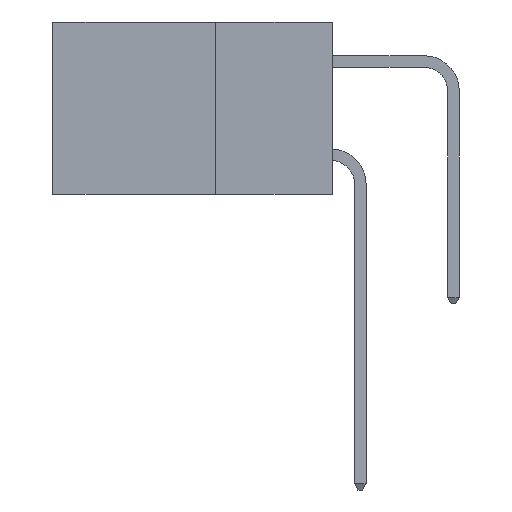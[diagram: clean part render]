
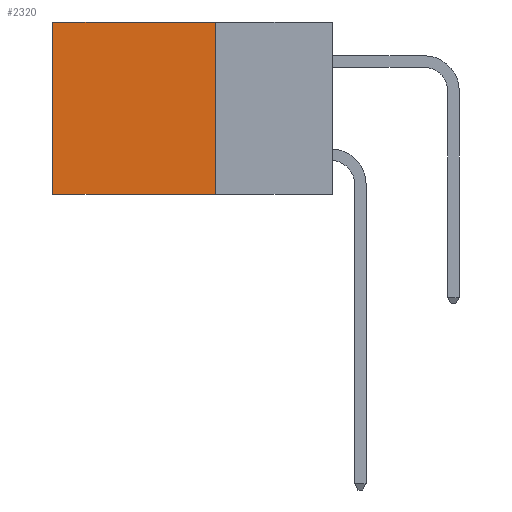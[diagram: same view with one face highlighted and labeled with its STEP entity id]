
A CAD part, left-side view. The second image highlights one B-rep face of the part: STEP entity #2320.
In plain terms, the highlighted planar face has unit normal (-1, 0, 0).
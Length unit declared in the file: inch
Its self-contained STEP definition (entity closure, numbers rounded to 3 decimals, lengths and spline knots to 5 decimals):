
#656 = VECTOR ( 'NONE', #19481, 39.37008 ) ;
#755 = VERTEX_POINT ( 'NONE', #19681 ) ;
#1470 = DIRECTION ( 'NONE',  ( 0., 0., -1. ) ) ;
#1785 = VERTEX_POINT ( 'NONE', #3466 ) ;
#2320 = ADVANCED_FACE ( 'NONE', ( #8356 ), #15885, .F. ) ;
#2674 = LINE ( 'NONE', #9399, #21691 ) ;
#3466 = CARTESIAN_POINT ( 'NONE',  ( 0.2615, 0.6, -0.37 ) ) ;
#4348 = CARTESIAN_POINT ( 'NONE',  ( 0.2615, 0.25, 0. ) ) ;
#5211 = CARTESIAN_POINT ( 'NONE',  ( 0.2615, 0.25, 0. ) ) ;
#7485 = EDGE_CURVE ( 'NONE', #755, #1785, #17016, .T. ) ;
#7546 = DIRECTION ( 'NONE',  ( 0., 0., -1. ) ) ;
#8356 = FACE_OUTER_BOUND ( 'NONE', #14401, .T. ) ;
#9399 = CARTESIAN_POINT ( 'NONE',  ( 0.2615, 0.25, -0.37 ) ) ;
#10509 = ORIENTED_EDGE ( 'NONE', *, *, #18459, .F. ) ;
#11265 = VECTOR ( 'NONE', #1470, 39.37008 ) ;
#11613 = ORIENTED_EDGE ( 'NONE', *, *, #21076, .F. ) ;
#14115 = CARTESIAN_POINT ( 'NONE',  ( 0.2615, 0.25, -0.37 ) ) ;
#14401 = EDGE_LOOP ( 'NONE', ( #23180, #10509, #11613, #22366 ) ) ;
#14473 = VERTEX_POINT ( 'NONE', #20794 ) ;
#14950 = AXIS2_PLACEMENT_3D ( 'NONE', #15760, #16106, #15965 ) ;
#15088 = LINE ( 'NONE', #5211, #656 ) ;
#15760 = CARTESIAN_POINT ( 'NONE',  ( 0.2615, 0.25, -0.37 ) ) ;
#15885 = PLANE ( 'NONE',  #14950 ) ;
#15965 = DIRECTION ( 'NONE',  ( 0., 0., -1. ) ) ;
#16106 = DIRECTION ( 'NONE',  ( 1., 0., 0. ) ) ;
#17016 = LINE ( 'NONE', #19964, #21711 ) ;
#18459 = EDGE_CURVE ( 'NONE', #14473, #1785, #2674, .T. ) ;
#19481 = DIRECTION ( 'NONE',  ( 0., 1., 0. ) ) ;
#19681 = CARTESIAN_POINT ( 'NONE',  ( 0.2615, 0.6, 0. ) ) ;
#19964 = CARTESIAN_POINT ( 'NONE',  ( 0.2615, 0.6, -0.37 ) ) ;
#20794 = CARTESIAN_POINT ( 'NONE',  ( 0.2615, 0.25, -0.37 ) ) ;
#21076 = EDGE_CURVE ( 'NONE', #23167, #14473, #21230, .T. ) ;
#21230 = LINE ( 'NONE', #14115, #11265 ) ;
#21691 = VECTOR ( 'NONE', #21783, 39.37008 ) ;
#21711 = VECTOR ( 'NONE', #7546, 39.37008 ) ;
#21762 = EDGE_CURVE ( 'NONE', #23167, #755, #15088, .T. ) ;
#21783 = DIRECTION ( 'NONE',  ( 0., 1., 0. ) ) ;
#22366 = ORIENTED_EDGE ( 'NONE', *, *, #21762, .T. ) ;
#23167 = VERTEX_POINT ( 'NONE', #4348 ) ;
#23180 = ORIENTED_EDGE ( 'NONE', *, *, #7485, .T. ) ;
